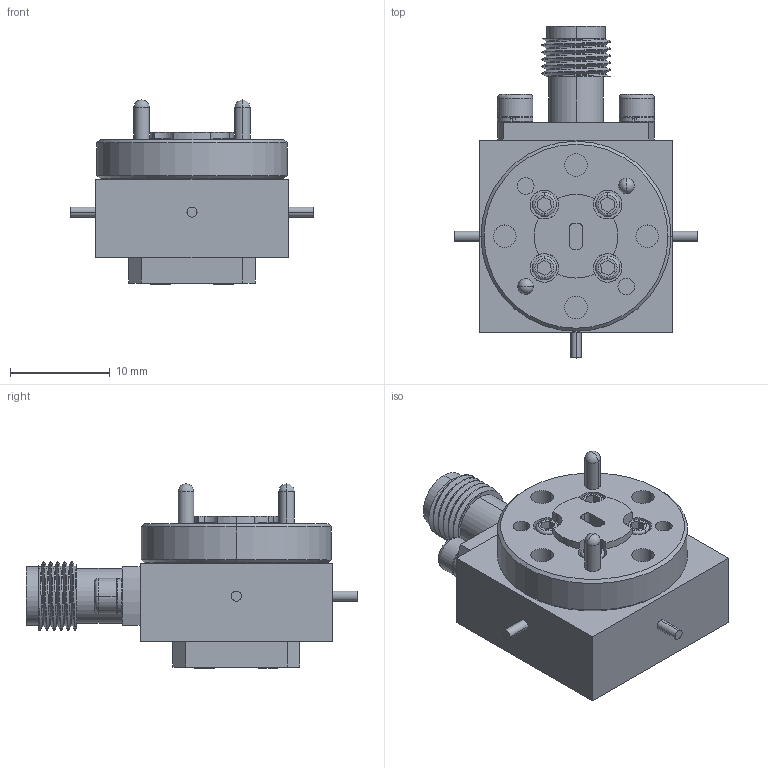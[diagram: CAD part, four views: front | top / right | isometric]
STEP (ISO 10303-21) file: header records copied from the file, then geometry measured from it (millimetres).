
FILE_DESCRIPTION (( 'STEP AP214' ), '1' );
FILE_NAME ('W-2X Outline Assembly.STEP', '2020-01-06T19:48:46', ( '' ), ( '' ), 'SwSTEP 2.0', 'SolidWorks 2019', '' );
FILE_SCHEMA (( 'AUTOMOTIVE_DESIGN' ));
Length unit declared in the file: millimetre
Products named in the file (14): W-2X RF Block; 2-56_Socket-Head_w_Split-Lock; Guide_Pin; 2-56_Washer_Split-Lock; W-2X Back Plate; Part16^W-2X Outline Assembly; WR10_Button-Flange; 0-80_Socket-Head; 2-56 SOCKET HEAD SCREW HEAD_1; Part17^W-2X Outline Assembly; W-2X Outline Assembly; Part18^W-2X Outline Assembly; Coax V Conn. 1.85mm (F)
Assembly tree (23 placements, depth 3):
  W-2X Outline Assembly
    W-2X Back Plate
    W-2X RF Block
    WR10_Button-Flange
    Guide_Pin  x2
    Coax V Conn. 1.85mm (F)
    2-56_Socket-Head_w_Split-Lock
      2-56_Washer_Split-Lock
      2-56 SOCKET HEAD SCREW HEAD_1
    2-56_Socket-Head_w_Split-Lock
      2-56_Washer_Split-Lock
      2-56 SOCKET HEAD SCREW HEAD_1
    0-80_Socket-Head  x8
    Part16^W-2X Outline Assembly
    Part17^W-2X Outline Assembly
    Part18^W-2X Outline Assembly
Bounding box: 24.38 x 33.27 x 18.45 mm (x, y, z)
Volume: 4625.6 mm3; surface area: 4195 mm2
Topology: 21 solids, 21 shells, 396 faces, 936 edges, 607 vertices
Faces by surface type: cylinder 182, plane 164, torus 36, cone 8, bspline 6
Entity records: 9143 total; most frequent: CARTESIAN_POINT 2103, DIRECTION 1371, ORIENTED_EDGE 1216, EDGE_CURVE 608, AXIS2_PLACEMENT_3D 552, VERTEX_POINT 399, EDGE_LOOP 307, CIRCLE 284
